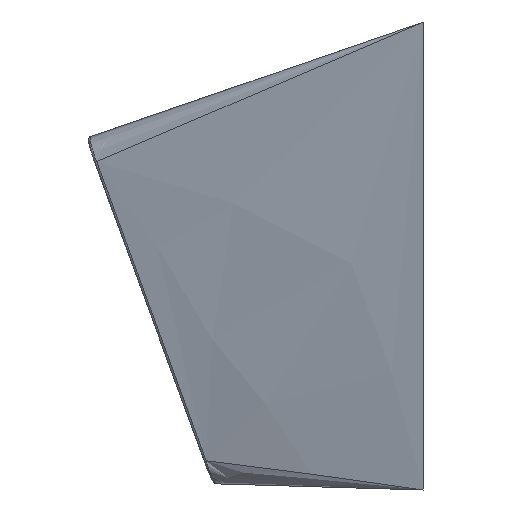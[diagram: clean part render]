
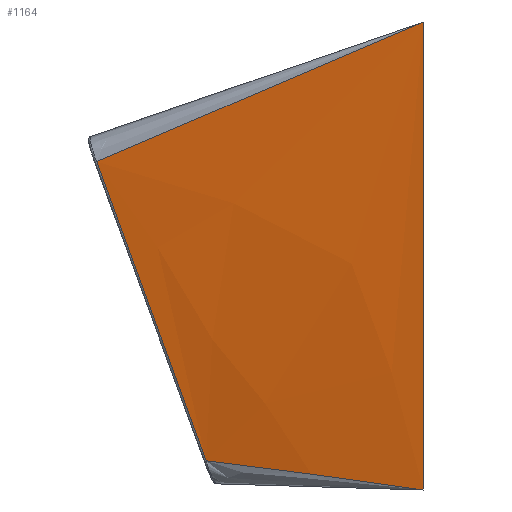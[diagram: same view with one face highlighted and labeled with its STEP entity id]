
A CAD part, left-side view. The second image highlights one B-rep face of the part: STEP entity #1164.
In plain terms, the highlighted free-form (B-spline) face has degree [3, 1] with [6, 2] control points.
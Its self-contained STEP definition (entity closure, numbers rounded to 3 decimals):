
#69 = CARTESIAN_POINT ( 'NONE',  ( 2.65, 12.182, 11.312 ) ) ;
#85 = CARTESIAN_POINT ( 'NONE',  ( 2.626, 9.063, 3.041 ) ) ;
#93 = EDGE_CURVE ( 'NONE', #109, #1651, #243, .T. ) ;
#97 = CARTESIAN_POINT ( 'NONE',  ( 2.63, 11.166, 8.793 ) ) ;
#109 = VERTEX_POINT ( 'NONE', #983 ) ;
#145 = CARTESIAN_POINT ( 'NONE',  ( 0., 0., 0. ) ) ;
#155 = CARTESIAN_POINT ( 'NONE',  ( 1.85, 8.959, 14.197 ) ) ;
#230 = CARTESIAN_POINT ( 'NONE',  ( 2.629, 10.465, 6.876 ) ) ;
#243 = B_SPLINE_CURVE_WITH_KNOTS ( 'NONE', 3,
 ( #1046, #1746, #270, #397 ),
 .UNSPECIFIED., .F., .F.,
 ( 4, 4 ),
 ( 0.011, 1. ),
 .UNSPECIFIED. ) ;
#248 = EDGE_CURVE ( 'NONE', #1745, #906, #510, .T. ) ;
#270 = CARTESIAN_POINT ( 'NONE',  ( 0.966, 2.96, 0.436 ) ) ;
#338 = CARTESIAN_POINT ( 'NONE',  ( 2.65, 12.994, 13.526 ) ) ;
#350 = CARTESIAN_POINT ( 'NONE',  ( 2.625, 8.363, 1.123 ) ) ;
#397 = CARTESIAN_POINT ( 'NONE',  ( 0., 0., 0. ) ) ;
#415 = B_SPLINE_SURFACE_WITH_KNOTS ( 'NONE', 3, 1, ( 
 ( #893, #1021 ),
 ( #1152, #1295 ),
 ( #495, #813 ),
 ( #861, #454 ),
 ( #853, #69 ),
 ( #589, #338 ) ),
 .UNSPECIFIED., .F., .F., .F.,
 ( 4, 2, 4 ),
 ( 2, 2 ),
 ( 0., 0.5, 1. ),
 ( 0., 1. ),
 .UNSPECIFIED. ) ;
#454 = CARTESIAN_POINT ( 'NONE',  ( 2.65, 11.369, 9.097 ) ) ;
#495 = CARTESIAN_POINT ( 'NONE',  ( 0., 0., 6. ) ) ;
#510 = B_SPLINE_CURVE_WITH_KNOTS ( 'NONE', 3,
 ( #696, #1501, #155, #677 ),
 .UNSPECIFIED., .F., .F.,
 ( 4, 4 ),
 ( 0., 0.992 ),
 .UNSPECIFIED. ) ;
#545 = ORIENTED_EDGE ( 'NONE', *, *, #1175, .F. ) ;
#562 = FACE_OUTER_BOUND ( 'NONE', #1313, .T. ) ;
#589 = CARTESIAN_POINT ( 'NONE',  ( 0., 0., 18. ) ) ;
#614 = CARTESIAN_POINT ( 'NONE',  ( 2.628, 9.763, 4.958 ) ) ;
#677 = CARTESIAN_POINT ( 'NONE',  ( 2.632, 12.569, 12.627 ) ) ;
#696 = CARTESIAN_POINT ( 'NONE',  ( 0., 0., 18. ) ) ;
#754 = ORIENTED_EDGE ( 'NONE', *, *, #1147, .T. ) ;
#797 = LINE ( 'NONE', #1402, #830 ) ;
#813 = CARTESIAN_POINT ( 'NONE',  ( 2.65, 9.745, 4.669 ) ) ;
#830 = VECTOR ( 'NONE', #1409, 1000. ) ;
#832 = ORIENTED_EDGE ( 'NONE', *, *, #248, .T. ) ;
#853 = CARTESIAN_POINT ( 'NONE',  ( 0., 0., 15. ) ) ;
#861 = CARTESIAN_POINT ( 'NONE',  ( 0., 0., 12. ) ) ;
#880 = CARTESIAN_POINT ( 'NONE',  ( 2.631, 11.867, 10.71 ) ) ;
#893 = CARTESIAN_POINT ( 'NONE',  ( 0., 0., 0. ) ) ;
#906 = VERTEX_POINT ( 'NONE', #1256 ) ;
#983 = CARTESIAN_POINT ( 'NONE',  ( 2.625, 8.363, 1.123 ) ) ;
#1021 = CARTESIAN_POINT ( 'NONE',  ( 2.65, 8.12, 0.241 ) ) ;
#1046 = CARTESIAN_POINT ( 'NONE',  ( 2.625, 8.363, 1.123 ) ) ;
#1147 = EDGE_CURVE ( 'NONE', #906, #109, #1431, .T. ) ;
#1152 = CARTESIAN_POINT ( 'NONE',  ( 0., 0., 3. ) ) ;
#1164 = ADVANCED_FACE ( 'NONE', ( #562 ), #415, .T. ) ;
#1175 = EDGE_CURVE ( 'NONE', #1745, #1651, #797, .T. ) ;
#1256 = CARTESIAN_POINT ( 'NONE',  ( 2.632, 12.569, 12.627 ) ) ;
#1295 = CARTESIAN_POINT ( 'NONE',  ( 2.65, 8.932, 2.455 ) ) ;
#1313 = EDGE_LOOP ( 'NONE', ( #832, #754, #1714, #545 ) ) ;
#1342 = CARTESIAN_POINT ( 'NONE',  ( 0., 0., 18. ) ) ;
#1402 = CARTESIAN_POINT ( 'NONE',  ( 0., 0., 18. ) ) ;
#1409 = DIRECTION ( 'NONE',  ( 0., 0., -1. ) ) ;
#1431 = B_SPLINE_CURVE_WITH_KNOTS ( 'NONE', 3,
 ( #1696, #880, #97, #230, #614, #85, #350 ),
 .UNSPECIFIED., .F., .F.,
 ( 4, 3, 4 ),
 ( 0., 0.006, 0.012 ),
 .UNSPECIFIED. ) ;
#1501 = CARTESIAN_POINT ( 'NONE',  ( 0.972, 4.768, 15.989 ) ) ;
#1651 = VERTEX_POINT ( 'NONE', #145 ) ;
#1696 = CARTESIAN_POINT ( 'NONE',  ( 2.632, 12.569, 12.627 ) ) ;
#1714 = ORIENTED_EDGE ( 'NONE', *, *, #93, .T. ) ;
#1745 = VERTEX_POINT ( 'NONE', #1342 ) ;
#1746 = CARTESIAN_POINT ( 'NONE',  ( 1.841, 5.745, 0.813 ) ) ;
